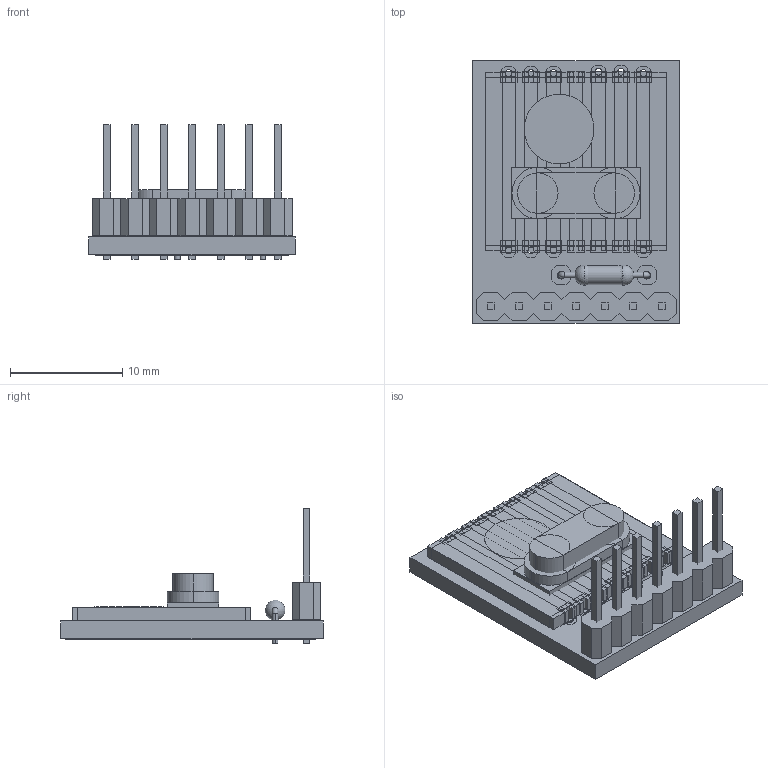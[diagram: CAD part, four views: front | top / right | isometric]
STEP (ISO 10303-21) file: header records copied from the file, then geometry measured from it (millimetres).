
FILE_DESCRIPTION (( 'STEP AP214' ), '1' );
FILE_NAME ('Funkchip', '', ( '' ), ( '' ), 'STEP 3.0', 'TARGET 3001!', '' );
FILE_SCHEMA (( 'AUTOMOTIVE_DESIGN' ));
Length unit declared in the file: millimetre
Products named in the file (5): Funkchip_Board; Funkchip_PadsAndTracks; Funkchip_IC1; Funkchip_R1; Funkchip_K1
Bounding box: 18.4 x 23.4 x 12 mm (x, y, z)
Volume: 1551.5 mm3; surface area: 3748.1 mm2
Topology: 139 solids, 139 shells, 1162 faces, 2664 edges, 1776 vertices
Faces by surface type: plane 1024, cylinder 134, sphere 2, torus 2
Entity records: 26822 total; most frequent: ORIENTED_EDGE 5312, DIRECTION 3528, EDGE_CURVE 2656, LINE 2384, VECTOR 2317, CARTESIAN_POINT 1914, VERTEX_POINT 1772, EDGE_LOOP 1276
